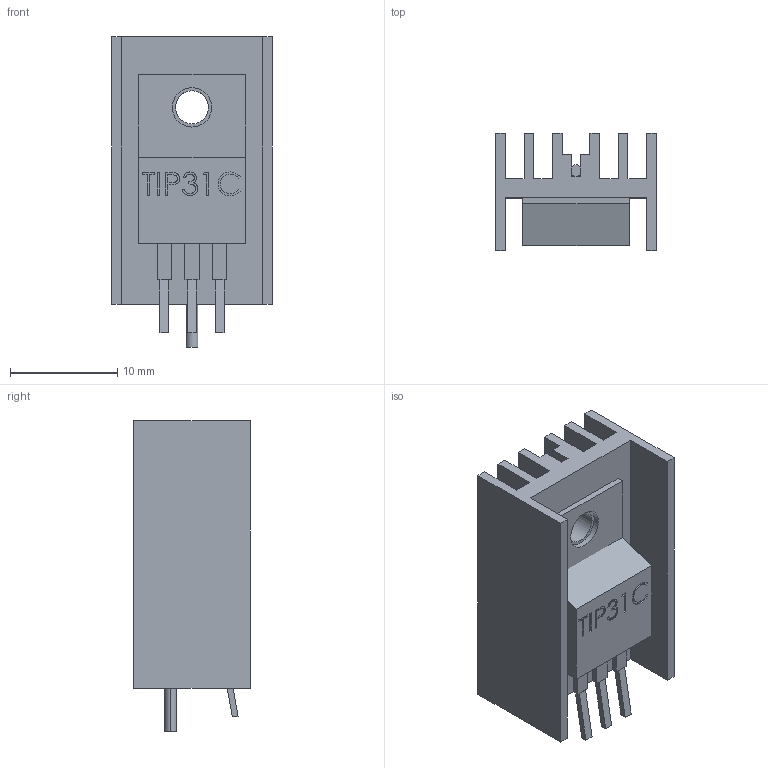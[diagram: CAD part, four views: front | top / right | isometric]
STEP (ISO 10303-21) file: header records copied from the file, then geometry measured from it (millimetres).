
FILE_DESCRIPTION (( 'STEP AP214' ), '1' );
FILE_NAME ('TIP31C ñ ðàäèàòîðîì.STEP', '2022-12-30T11:36:33', ( '' ), ( '' ), 'SwSTEP 2.0', 'SolidWorks 2021', '' );
FILE_SCHEMA (( 'AUTOMOTIVE_DESIGN' ));
Length unit declared in the file: millimetre
Products named in the file (5): TIP31C.step; TIP31C ñ ðàäèàòîðîì; 冓儰僗闉; Òðàíçèñòîð ñèëîâîé.STEP; ________.STEP
Assembly tree (4 placements, depth 4):
  TIP31C ñ ðàäèàòîðîì
    冓儰僗闉
      Òðàíçèñòîð ñèëîâîé.STEP
        ________.STEP
    TIP31C.step
Bounding box: 15 x 10.91 x 29 mm (x, y, z)
Volume: 1981.7 mm3; surface area: 3396.7 mm2
Topology: 4 solids, 4 shells, 173 faces, 454 edges, 298 vertices
Faces by surface type: plane 138, bspline 29, cylinder 6
Entity records: 7505 total; most frequent: CARTESIAN_POINT 2699, ORIENTED_EDGE 908, DIRECTION 722, EDGE_CURVE 454, LINE 376, VECTOR 376, VERTEX_POINT 298, EDGE_LOOP 186
